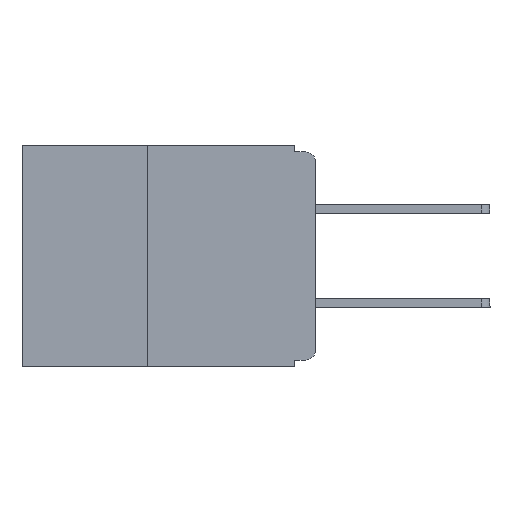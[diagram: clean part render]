
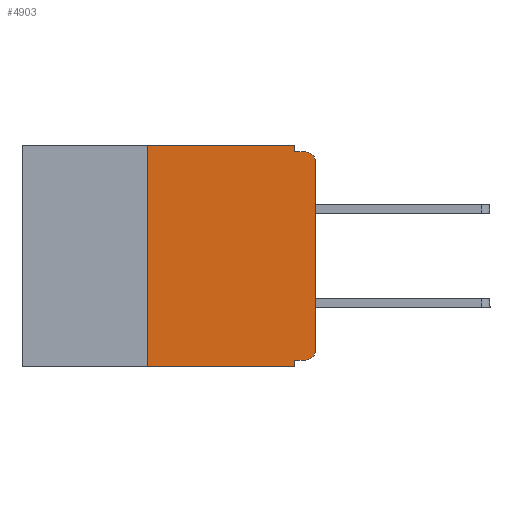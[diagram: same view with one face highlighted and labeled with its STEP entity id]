
A CAD part, left-side view. The second image highlights one B-rep face of the part: STEP entity #4903.
In plain terms, the highlighted planar face has unit normal (-1, 0, 0).
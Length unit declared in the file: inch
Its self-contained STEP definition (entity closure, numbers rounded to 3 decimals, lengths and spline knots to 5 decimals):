
#204 = VERTEX_POINT ( 'NONE', #18178 ) ;
#790 = CARTESIAN_POINT ( 'NONE',  ( 0., 0.031, -0.33 ) ) ;
#1328 = DIRECTION ( 'NONE',  ( 0., 0., -1. ) ) ;
#1441 = LINE ( 'NONE', #24264, #17138 ) ;
#1669 = CARTESIAN_POINT ( 'NONE',  ( 0., 0.437, -0.33 ) ) ;
#1686 = EDGE_CURVE ( 'NONE', #10734, #25361, #23586, .T. ) ;
#1708 = ORIENTED_EDGE ( 'NONE', *, *, #20535, .T. ) ;
#1739 = VERTEX_POINT ( 'NONE', #21551 ) ;
#1791 = VECTOR ( 'NONE', #9853, 39.37008 ) ;
#1917 = CARTESIAN_POINT ( 'NONE',  ( 0., 0.437, 0. ) ) ;
#1945 = EDGE_CURVE ( 'NONE', #18117, #10993, #12836, .T. ) ;
#2015 = CARTESIAN_POINT ( 'NONE',  ( 0., 0., -0.025 ) ) ;
#2206 = VERTEX_POINT ( 'NONE', #2658 ) ;
#2329 = CARTESIAN_POINT ( 'NONE',  ( 0., 0.015, -0.025 ) ) ;
#2658 = CARTESIAN_POINT ( 'NONE',  ( 0., 0.25, -0.33 ) ) ;
#3258 = EDGE_CURVE ( 'NONE', #2206, #14838, #17735, .T. ) ;
#3896 = CARTESIAN_POINT ( 'NONE',  ( 0., 0.031, -0.01 ) ) ;
#4075 = DIRECTION ( 'NONE',  ( 0., -1., 0. ) ) ;
#4453 = DIRECTION ( 'NONE',  ( 0., 0., -1. ) ) ;
#4903 = ADVANCED_FACE ( 'NONE', ( #22131 ), #21611, .F. ) ;
#5357 = VECTOR ( 'NONE', #4075, 39.37008 ) ;
#5681 = DIRECTION ( 'NONE',  ( 0., -1., 0. ) ) ;
#6065 = VERTEX_POINT ( 'NONE', #7458 ) ;
#6793 = CARTESIAN_POINT ( 'NONE',  ( 0., 0., -0.32 ) ) ;
#7096 = VECTOR ( 'NONE', #14505, 39.37008 ) ;
#7458 = CARTESIAN_POINT ( 'NONE',  ( 0., 0.031, 0. ) ) ;
#8112 = CARTESIAN_POINT ( 'NONE',  ( 0., 0.25, 0. ) ) ;
#8754 = EDGE_CURVE ( 'NONE', #18194, #10993, #17906, .T. ) ;
#9163 = ORIENTED_EDGE ( 'NONE', *, *, #8754, .T. ) ;
#9542 = CARTESIAN_POINT ( 'NONE',  ( 0., 0., 0. ) ) ;
#9853 = DIRECTION ( 'NONE',  ( 0., 0., -1. ) ) ;
#9951 = EDGE_CURVE ( 'NONE', #204, #10734, #26701, .T. ) ;
#10208 = AXIS2_PLACEMENT_3D ( 'NONE', #2329, #17239, #4453 ) ;
#10410 = DIRECTION ( 'NONE',  ( 0., 0., -1. ) ) ;
#10694 = ORIENTED_EDGE ( 'NONE', *, *, #10980, .T. ) ;
#10734 = VERTEX_POINT ( 'NONE', #23378 ) ;
#10908 = VECTOR ( 'NONE', #25464, 39.37008 ) ;
#10980 = EDGE_CURVE ( 'NONE', #1739, #18194, #18802, .T. ) ;
#10993 = VERTEX_POINT ( 'NONE', #18102 ) ;
#11156 = ORIENTED_EDGE ( 'NONE', *, *, #1945, .F. ) ;
#12084 = VECTOR ( 'NONE', #15078, 39.37008 ) ;
#12169 = VECTOR ( 'NONE', #5681, 39.37008 ) ;
#12810 = AXIS2_PLACEMENT_3D ( 'NONE', #20714, #23778, #10410 ) ;
#12836 = LINE ( 'NONE', #13382, #12169 ) ;
#13148 = ORIENTED_EDGE ( 'NONE', *, *, #1686, .F. ) ;
#13167 = VECTOR ( 'NONE', #22201, 39.37008 ) ;
#13382 = CARTESIAN_POINT ( 'NONE',  ( 0., 0., -0.01 ) ) ;
#13616 = ORIENTED_EDGE ( 'NONE', *, *, #26021, .F. ) ;
#14169 = DIRECTION ( 'NONE',  ( -1., 0., 0. ) ) ;
#14505 = DIRECTION ( 'NONE',  ( 0., -1., 0. ) ) ;
#14838 = VERTEX_POINT ( 'NONE', #8112 ) ;
#15049 = CARTESIAN_POINT ( 'NONE',  ( 0., 0.25, -0.33 ) ) ;
#15078 = DIRECTION ( 'NONE',  ( 0., 0., 1. ) ) ;
#16045 = CARTESIAN_POINT ( 'NONE',  ( 0., 0.031, -0.33 ) ) ;
#16700 = LINE ( 'NONE', #1917, #5357 ) ;
#17138 = VECTOR ( 'NONE', #26250, 39.37008 ) ;
#17239 = DIRECTION ( 'NONE',  ( -1., 0., 0. ) ) ;
#17312 = AXIS2_PLACEMENT_3D ( 'NONE', #26408, #14169, #1328 ) ;
#17319 = EDGE_LOOP ( 'NONE', ( #10694, #9163, #11156, #13616, #19745, #19644, #1708, #13148, #24624, #17857 ) ) ;
#17735 = LINE ( 'NONE', #15049, #12084 ) ;
#17739 = LINE ( 'NONE', #1669, #7096 ) ;
#17857 = ORIENTED_EDGE ( 'NONE', *, *, #18617, .T. ) ;
#17906 = CIRCLE ( 'NONE', #10208, 0.015 ) ;
#18102 = CARTESIAN_POINT ( 'NONE',  ( 0., 0.015, -0.01 ) ) ;
#18117 = VERTEX_POINT ( 'NONE', #3896 ) ;
#18178 = CARTESIAN_POINT ( 'NONE',  ( 0., 0.015, -0.32 ) ) ;
#18194 = VERTEX_POINT ( 'NONE', #2015 ) ;
#18617 = EDGE_CURVE ( 'NONE', #204, #1739, #21743, .T. ) ;
#18802 = LINE ( 'NONE', #9542, #13167 ) ;
#19644 = ORIENTED_EDGE ( 'NONE', *, *, #3258, .F. ) ;
#19745 = ORIENTED_EDGE ( 'NONE', *, *, #21242, .F. ) ;
#20535 = EDGE_CURVE ( 'NONE', #2206, #25361, #17739, .T. ) ;
#20714 = CARTESIAN_POINT ( 'NONE',  ( 0., 0.437, 0. ) ) ;
#21242 = EDGE_CURVE ( 'NONE', #14838, #6065, #16700, .T. ) ;
#21551 = CARTESIAN_POINT ( 'NONE',  ( 0., 0., -0.305 ) ) ;
#21611 = PLANE ( 'NONE',  #12810 ) ;
#21743 = CIRCLE ( 'NONE', #17312, 0.015 ) ;
#22131 = FACE_OUTER_BOUND ( 'NONE', #17319, .T. ) ;
#22201 = DIRECTION ( 'NONE',  ( 0., 0., 1. ) ) ;
#23378 = CARTESIAN_POINT ( 'NONE',  ( 0., 0.031, -0.32 ) ) ;
#23586 = LINE ( 'NONE', #16045, #1791 ) ;
#23778 = DIRECTION ( 'NONE',  ( 1., 0., 0. ) ) ;
#24264 = CARTESIAN_POINT ( 'NONE',  ( 0., 0.031, 0. ) ) ;
#24624 = ORIENTED_EDGE ( 'NONE', *, *, #9951, .F. ) ;
#25361 = VERTEX_POINT ( 'NONE', #790 ) ;
#25464 = DIRECTION ( 'NONE',  ( 0., 1., 0. ) ) ;
#26021 = EDGE_CURVE ( 'NONE', #6065, #18117, #1441, .T. ) ;
#26250 = DIRECTION ( 'NONE',  ( 0., 0., -1. ) ) ;
#26408 = CARTESIAN_POINT ( 'NONE',  ( 0., 0.015, -0.305 ) ) ;
#26701 = LINE ( 'NONE', #6793, #10908 ) ;
